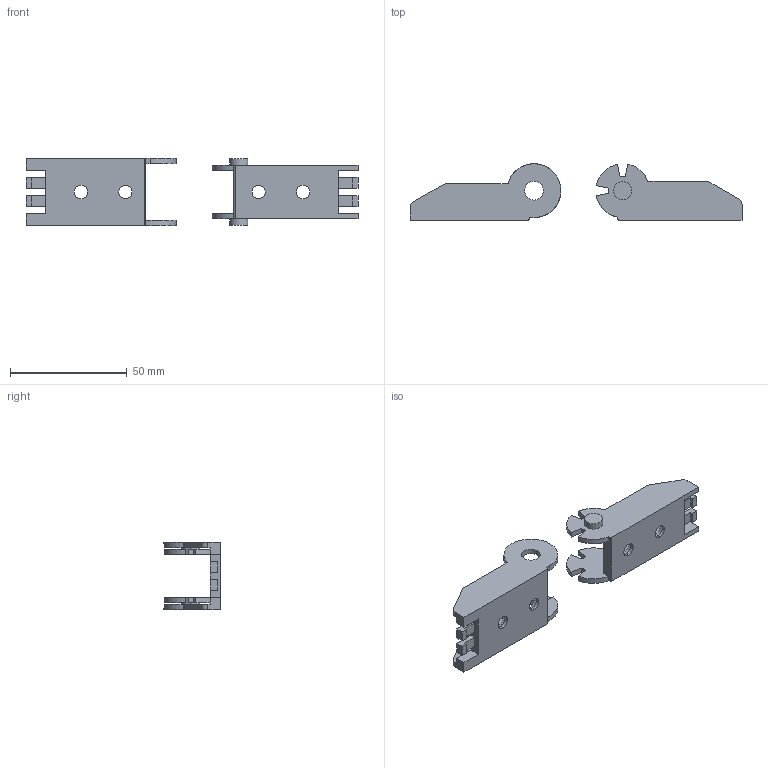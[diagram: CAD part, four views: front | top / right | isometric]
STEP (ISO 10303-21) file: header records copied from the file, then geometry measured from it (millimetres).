
FILE_DESCRIPTION (( 'STEP AP203' ), '1' );
FILE_NAME ('CDC-KAZ-0.7X0.7.step', '2024-04-09T20:14:07', ( '' ), ( '' ), 'SwSTEP 2.0', 'SolidWorks 2023', '' );
FILE_SCHEMA (( 'CONFIG_CONTROL_DESIGN' ));
Length unit declared in the file: inch
Products named in the file (3): CDC-KAZ-0.7X0.7_FEMALE; CDC-KAZ-0.7X0.7_MALE; CDC-KAZ-0.7X0.7
Assembly tree (2 placements, depth 2):
  CDC-KAZ-0.7X0.7
    CDC-KAZ-0.7X0.7_MALE
    CDC-KAZ-0.7X0.7_FEMALE
Bounding box: 141.9 x 24.1 x 28.7 mm (x, y, z)
Volume: 16838.5 mm3; surface area: 14015.9 mm2
Topology: 2 solids, 2 shells, 132 faces, 366 edges, 244 vertices
Faces by surface type: plane 88, cylinder 44
Entity records: 4561 total; most frequent: CARTESIAN_POINT 747, DIRECTION 736, ORIENTED_EDGE 732, EDGE_CURVE 366, LINE 270, VECTOR 270, VERTEX_POINT 244, AXIS2_PLACEMENT_3D 233
